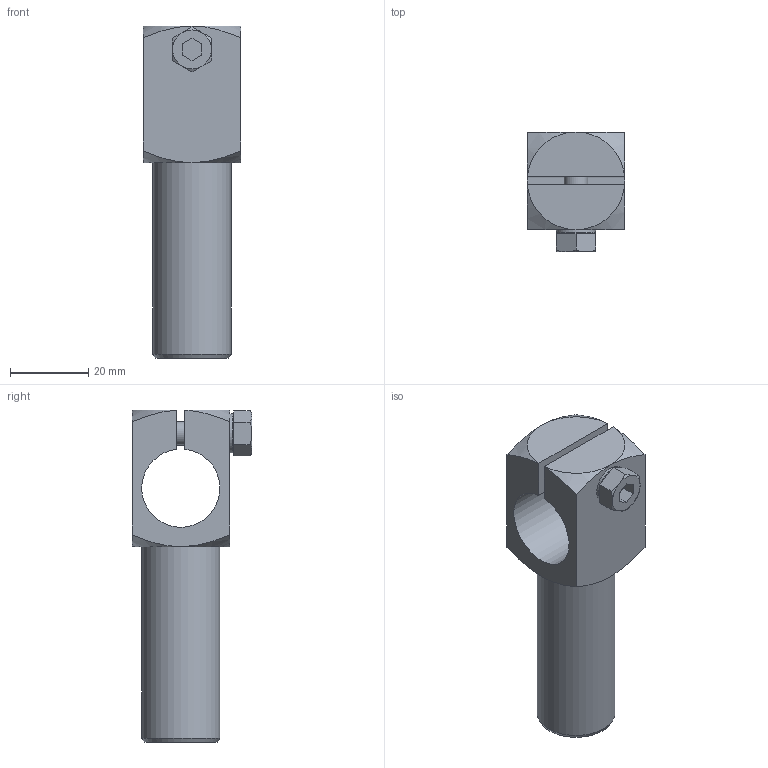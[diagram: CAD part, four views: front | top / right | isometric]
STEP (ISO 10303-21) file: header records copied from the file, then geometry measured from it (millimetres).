
FILE_DESCRIPTION((''),'2;1');
FILE_NAME('GR02.100A.stp','2007-09-07T11:32:39',('RKob'),(''),'Autodesk Inventor 11','Autodesk Inventor 11','');
FILE_SCHEMA(('AUTOMOTIVE_DESIGN { 1 0 10303 214 1 1 1 1 }'));
Length unit declared in the file: millimetre
Products named in the file (4): GR02; Schnorr S6; I-A 6kt M6x25
Assembly tree (3 placements, depth 2):
  GR02
    GR02
    Schnorr S6
    I-A 6kt M6x25
Bounding box: 25 x 30.7 x 85 mm (x, y, z)
Volume: 21490.6 mm3; surface area: 12228.4 mm2
Topology: 3 solids, 3 shells, 61 faces, 137 edges, 85 vertices
Faces by surface type: plane 34, cone 17, bspline 5, cylinder 5
Full cylindrical faces by diameter (mm): 6 x1, 6.4 x1, 10 x2, 20 x1
Entity records: 1731 total; most frequent: CARTESIAN_POINT 419, DIRECTION 255, ORIENTED_EDGE 242, EDGE_CURVE 121, AXIS2_PLACEMENT_3D 103, EDGE_LOOP 82, VERTEX_POINT 81, FACE_OUTER_BOUND 61
